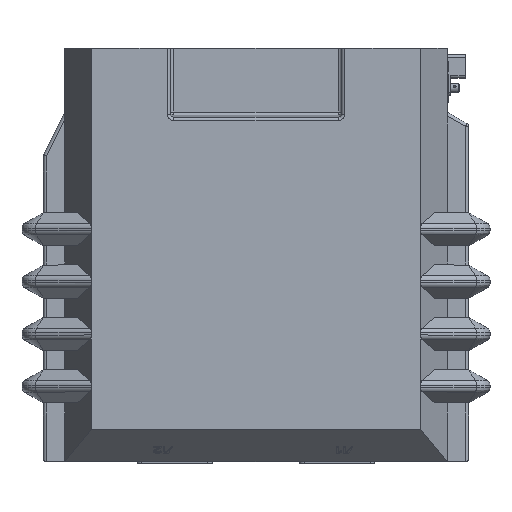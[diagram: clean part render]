
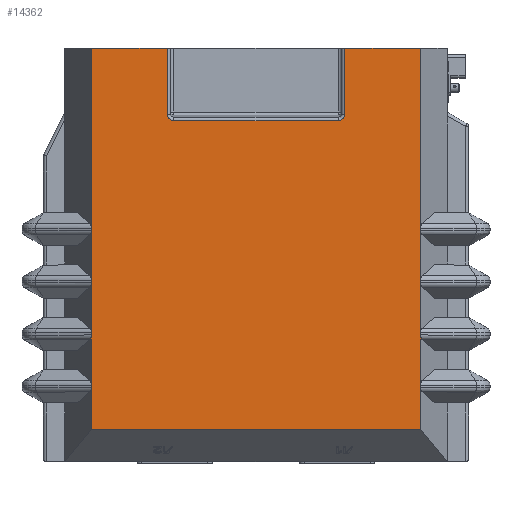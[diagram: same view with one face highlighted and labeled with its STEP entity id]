
A CAD part, top view. The second image highlights one B-rep face of the part: STEP entity #14362.
In plain terms, the highlighted planar face has unit normal (0, 0, 1).
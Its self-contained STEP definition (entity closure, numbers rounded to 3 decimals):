
#14362=ADVANCED_FACE('',(#30998),#31000,.T.);
#30998=FACE_BOUND('',#30999,.T.);
#30999=EDGE_LOOP('',(#47763,#47764,#47765,#47766,#47767,#47768,#47769,#47770,#47771,
#47772,#47773,#47774,#47775,#47776,#47777,#47778,#47779,#47780,#47781,#47782,#47783,
#47784,#47785,#47786,#47787,#47788));
#31000=PLANE('',#31001);
#31001=AXIS2_PLACEMENT_3D('',#31002,#31003,#31004);
#31002=CARTESIAN_POINT('',(44.,0.,0.));
#31003=DIRECTION('',(0.,0.,1.));
#31004=DIRECTION('',(0.,1.,0.));
#47763=ORIENTED_EDGE('',*,*,#55332,.T.);
#47764=ORIENTED_EDGE('',*,*,#55265,.F.);
#47765=ORIENTED_EDGE('',*,*,#55248,.T.);
#47766=ORIENTED_EDGE('',*,*,#55333,.T.);
#47767=ORIENTED_EDGE('',*,*,#55334,.F.);
#47768=ORIENTED_EDGE('',*,*,#55335,.T.);
#47769=ORIENTED_EDGE('',*,*,#55336,.F.);
#47770=ORIENTED_EDGE('',*,*,#55337,.T.);
#47771=ORIENTED_EDGE('',*,*,#55240,.T.);
#47772=ORIENTED_EDGE('',*,*,#55328,.T.);
#47773=ORIENTED_EDGE('',*,*,#55338,.T.);
#47774=ORIENTED_EDGE('',*,*,#55339,.T.);
#47775=ORIENTED_EDGE('',*,*,#55340,.T.);
#47776=ORIENTED_EDGE('',*,*,#55341,.T.);
#47777=ORIENTED_EDGE('',*,*,#55342,.T.);
#47778=ORIENTED_EDGE('',*,*,#55343,.T.);
#47779=ORIENTED_EDGE('',*,*,#55344,.T.);
#47780=ORIENTED_EDGE('',*,*,#55345,.T.);
#47781=ORIENTED_EDGE('',*,*,#55346,.T.);
#47782=ORIENTED_EDGE('',*,*,#55347,.F.);
#47783=ORIENTED_EDGE('',*,*,#55348,.T.);
#47784=ORIENTED_EDGE('',*,*,#55349,.F.);
#47785=ORIENTED_EDGE('',*,*,#55350,.T.);
#47786=ORIENTED_EDGE('',*,*,#55351,.F.);
#47787=ORIENTED_EDGE('',*,*,#55352,.T.);
#47788=ORIENTED_EDGE('',*,*,#55353,.F.);
#55240=EDGE_CURVE('',#64190,#64188,#64191,.T.);
#55248=EDGE_CURVE('',#64206,#64204,#64207,.T.);
#55265=EDGE_CURVE('',#64206,#64231,#64238,.T.);
#55328=EDGE_CURVE('',#64188,#64348,#64351,.T.);
#55332=EDGE_CURVE('',#64357,#64231,#64358,.F.);
#55333=EDGE_CURVE('',#64204,#64359,#64360,.F.);
#55334=EDGE_CURVE('',#64361,#64359,#64362,.F.);
#55335=EDGE_CURVE('',#64361,#64363,#64364,.F.);
#55336=EDGE_CURVE('',#64365,#64363,#64366,.T.);
#55337=EDGE_CURVE('',#64365,#64190,#64367,.F.);
#55338=EDGE_CURVE('',#64348,#64368,#64369,.F.);
#55339=EDGE_CURVE('',#64368,#64370,#64371,.T.);
#55340=EDGE_CURVE('',#64370,#64372,#64373,.F.);
#55341=EDGE_CURVE('',#64372,#64374,#64375,.T.);
#55342=EDGE_CURVE('',#64374,#64376,#64377,.F.);
#55343=EDGE_CURVE('',#64376,#64378,#64379,.T.);
#55344=EDGE_CURVE('',#64378,#64380,#64381,.F.);
#55345=EDGE_CURVE('',#64380,#64382,#64383,.T.);
#55346=EDGE_CURVE('',#64382,#64384,#64385,.F.);
#55347=EDGE_CURVE('',#64386,#64384,#64387,.T.);
#55348=EDGE_CURVE('',#64386,#64388,#64389,.F.);
#55349=EDGE_CURVE('',#64390,#64388,#64391,.T.);
#55350=EDGE_CURVE('',#64390,#64392,#64393,.F.);
#55351=EDGE_CURVE('',#64394,#64392,#64395,.T.);
#55352=EDGE_CURVE('',#64394,#64396,#64397,.F.);
#55353=EDGE_CURVE('',#64357,#64396,#64398,.T.);
#64188=VERTEX_POINT('',#84867);
#64190=VERTEX_POINT('',#84871);
#64191=LINE('',#84872,#84873);
#64204=VERTEX_POINT('',#84902);
#64206=VERTEX_POINT('',#84907);
#64207=LINE('',#84908,#84909);
#64231=VERTEX_POINT('',#84965);
#64238=LINE('',#84981,#84982);
#64348=VERTEX_POINT('',#85238);
#64351=LINE('',#85244,#85245);
#64357=VERTEX_POINT('',#85258);
#64358=LINE('',#85259,#85260);
#64359=VERTEX_POINT('',#85262);
#64360=LINE('',#85263,#85264);
#64361=VERTEX_POINT('',#85266);
#64362=(BOUNDED_CURVE()B_SPLINE_CURVE(3,
(#85267,#85268,#85269,#85270),
.UNSPECIFIED.,.F.,.F.)B_SPLINE_CURVE_WITH_KNOTS((4,4),
(0.,1.),
.UNSPECIFIED.)CURVE()GEOMETRIC_REPRESENTATION_ITEM()RATIONAL_B_SPLINE_CURVE((1.,
0.805,0.805,1.))REPRESENTATION_ITEM(''));
#64363=VERTEX_POINT('',#85271);
#64364=LINE('',#85272,#85273);
#64365=VERTEX_POINT('',#85275);
#64366=(BOUNDED_CURVE()B_SPLINE_CURVE(3,
(#85276,#85277,#85278,#85279),
.UNSPECIFIED.,.F.,.F.)B_SPLINE_CURVE_WITH_KNOTS((4,4),
(0.,1.),
.UNSPECIFIED.)CURVE()GEOMETRIC_REPRESENTATION_ITEM()RATIONAL_B_SPLINE_CURVE((1.,
0.805,0.805,1.))REPRESENTATION_ITEM(''));
#64367=LINE('',#85280,#85281);
#64368=VERTEX_POINT('',#85283);
#64369=LINE('',#85284,#85285);
#64370=VERTEX_POINT('',#85287);
#64371=LINE('',#85288,#85289);
#64372=VERTEX_POINT('',#85291);
#64373=LINE('',#85292,#85293);
#64374=VERTEX_POINT('',#85295);
#64375=LINE('',#85296,#85297);
#64376=VERTEX_POINT('',#85299);
#64377=LINE('',#85300,#85301);
#64378=VERTEX_POINT('',#85303);
#64379=LINE('',#85304,#85305);
#64380=VERTEX_POINT('',#85307);
#64381=LINE('',#85308,#85309);
#64382=VERTEX_POINT('',#85311);
#64383=LINE('',#85312,#85313);
#64384=VERTEX_POINT('',#85315);
#64385=LINE('',#85316,#85317);
#64386=VERTEX_POINT('',#85319);
#64387=LINE('',#85320,#85321);
#64388=VERTEX_POINT('',#85323);
#64389=LINE('',#85324,#85325);
#64390=VERTEX_POINT('',#85327);
#64391=LINE('',#85328,#85329);
#64392=VERTEX_POINT('',#85331);
#64393=LINE('',#85332,#85333);
#64394=VERTEX_POINT('',#85335);
#64395=LINE('',#85336,#85337);
#64396=VERTEX_POINT('',#85339);
#64397=LINE('',#85340,#85341);
#64398=LINE('',#85343,#85344);
#84867=CARTESIAN_POINT('',(-329.,387.,0.));
#84871=CARTESIAN_POINT('',(-258.,387.,0.));
#84872=CARTESIAN_POINT('',(-258.,387.,0.));
#84873=VECTOR('',#84874,1.);
#84874=DIRECTION('',(-1.,0.,0.));
#84902=CARTESIAN_POINT('',(-92.,387.,0.));
#84907=CARTESIAN_POINT('',(-21.,387.,0.));
#84908=CARTESIAN_POINT('',(-21.,387.,0.));
#84909=VECTOR('',#84910,1.);
#84910=DIRECTION('',(-1.,0.,0.));
#84965=CARTESIAN_POINT('',(-21.,218.566,0.));
#84981=CARTESIAN_POINT('',(-21.,387.,0.));
#84982=VECTOR('',#84983,1.);
#84983=DIRECTION('',(0.,-1.,0.));
#85238=CARTESIAN_POINT('',(-329.,218.566,0.));
#85244=CARTESIAN_POINT('',(-329.,387.,0.));
#85245=VECTOR('',#85246,1.);
#85246=DIRECTION('',(0.,-1.,0.));
#85258=CARTESIAN_POINT('',(-21.,216.434,0.));
#85259=CARTESIAN_POINT('',(-21.,218.566,0.));
#85260=VECTOR('',#85261,1.);
#85261=DIRECTION('',(0.,-1.,0.));
#85262=CARTESIAN_POINT('',(-92.,325.161,0.));
#85263=CARTESIAN_POINT('',(-92.,325.161,0.));
#85264=VECTOR('',#85265,1.);
#85265=DIRECTION('',(0.,1.,0.));
#85266=CARTESIAN_POINT('',(-98.,319.153,0.));
#85267=CARTESIAN_POINT('',(-92.,325.161,0.));
#85268=CARTESIAN_POINT('',(-92.,321.642,0.));
#85269=CARTESIAN_POINT('',(-94.485,319.153,0.));
#85270=CARTESIAN_POINT('',(-98.,319.153,0.));
#85271=CARTESIAN_POINT('',(-252.,319.153,0.));
#85272=CARTESIAN_POINT('',(-252.,319.153,0.));
#85273=VECTOR('',#85274,1.);
#85274=DIRECTION('',(1.,0.,0.));
#85275=CARTESIAN_POINT('',(-258.,325.161,0.));
#85276=CARTESIAN_POINT('',(-258.,325.161,0.));
#85277=CARTESIAN_POINT('',(-258.,321.642,0.));
#85278=CARTESIAN_POINT('',(-255.515,319.153,0.));
#85279=CARTESIAN_POINT('',(-252.,319.153,0.));
#85280=CARTESIAN_POINT('',(-258.,387.,0.));
#85281=VECTOR('',#85282,1.);
#85282=DIRECTION('',(0.,-1.,0.));
#85283=CARTESIAN_POINT('',(-329.,216.434,0.));
#85284=CARTESIAN_POINT('',(-329.,216.434,0.));
#85285=VECTOR('',#85286,1.);
#85286=DIRECTION('',(0.,1.,0.));
#85287=CARTESIAN_POINT('',(-329.,169.566,0.));
#85288=CARTESIAN_POINT('',(-329.,216.434,0.));
#85289=VECTOR('',#85290,1.);
#85290=DIRECTION('',(0.,-1.,0.));
#85291=CARTESIAN_POINT('',(-329.,167.434,0.));
#85292=CARTESIAN_POINT('',(-329.,167.434,0.));
#85293=VECTOR('',#85294,1.);
#85294=DIRECTION('',(0.,1.,0.));
#85295=CARTESIAN_POINT('',(-329.,120.566,0.));
#85296=CARTESIAN_POINT('',(-329.,167.434,0.));
#85297=VECTOR('',#85298,1.);
#85298=DIRECTION('',(0.,-1.,0.));
#85299=CARTESIAN_POINT('',(-329.,118.434,0.));
#85300=CARTESIAN_POINT('',(-329.,118.434,0.));
#85301=VECTOR('',#85302,1.);
#85302=DIRECTION('',(0.,1.,0.));
#85303=CARTESIAN_POINT('',(-329.,71.566,0.));
#85304=CARTESIAN_POINT('',(-329.,118.434,0.));
#85305=VECTOR('',#85306,1.);
#85306=DIRECTION('',(0.,-1.,0.));
#85307=CARTESIAN_POINT('',(-329.,69.434,0.));
#85308=CARTESIAN_POINT('',(-329.,69.434,0.));
#85309=VECTOR('',#85310,1.);
#85310=DIRECTION('',(0.,1.,0.));
#85311=CARTESIAN_POINT('',(-329.,30.,0.));
#85312=CARTESIAN_POINT('',(-329.,69.434,0.));
#85313=VECTOR('',#85314,1.);
#85314=DIRECTION('',(0.,-1.,0.));
#85315=CARTESIAN_POINT('',(-21.,30.,0.));
#85316=CARTESIAN_POINT('',(-21.,30.,0.));
#85317=VECTOR('',#85318,1.);
#85318=DIRECTION('',(-1.,0.,0.));
#85319=CARTESIAN_POINT('',(-21.,69.434,0.));
#85320=CARTESIAN_POINT('',(-21.,69.434,0.));
#85321=VECTOR('',#85322,1.);
#85322=DIRECTION('',(0.,-1.,0.));
#85323=CARTESIAN_POINT('',(-21.,71.566,0.));
#85324=CARTESIAN_POINT('',(-21.,71.566,0.));
#85325=VECTOR('',#85326,1.);
#85326=DIRECTION('',(0.,-1.,0.));
#85327=CARTESIAN_POINT('',(-21.,118.434,0.));
#85328=CARTESIAN_POINT('',(-21.,118.434,0.));
#85329=VECTOR('',#85330,1.);
#85330=DIRECTION('',(0.,-1.,0.));
#85331=CARTESIAN_POINT('',(-21.,120.566,0.));
#85332=CARTESIAN_POINT('',(-21.,120.566,0.));
#85333=VECTOR('',#85334,1.);
#85334=DIRECTION('',(0.,-1.,0.));
#85335=CARTESIAN_POINT('',(-21.,167.434,0.));
#85336=CARTESIAN_POINT('',(-21.,167.434,0.));
#85337=VECTOR('',#85338,1.);
#85338=DIRECTION('',(0.,-1.,0.));
#85339=CARTESIAN_POINT('',(-21.,169.566,0.));
#85340=CARTESIAN_POINT('',(-21.,169.566,0.));
#85341=VECTOR('',#85342,1.);
#85342=DIRECTION('',(0.,-1.,0.));
#85343=CARTESIAN_POINT('',(-21.,216.434,0.));
#85344=VECTOR('',#85345,1.);
#85345=DIRECTION('',(0.,-1.,0.));
